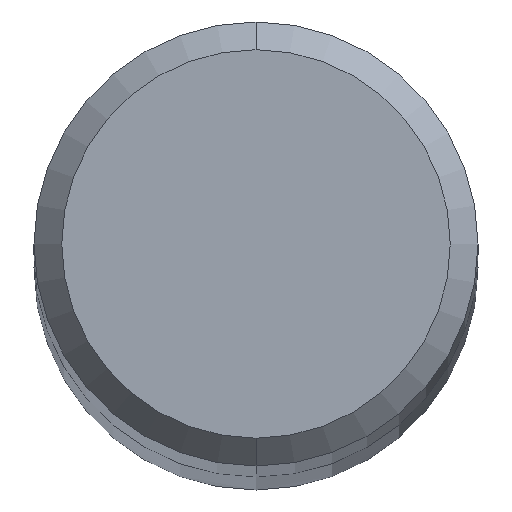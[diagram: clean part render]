
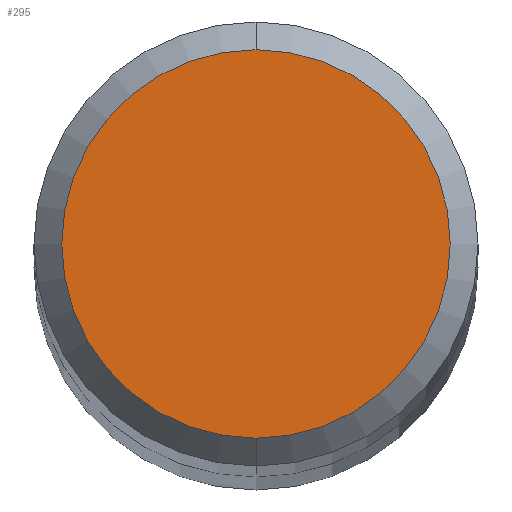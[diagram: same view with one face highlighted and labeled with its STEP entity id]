
A CAD part, top view. The second image highlights one B-rep face of the part: STEP entity #295.
In plain terms, the highlighted planar face has unit normal (0, 0, 1).
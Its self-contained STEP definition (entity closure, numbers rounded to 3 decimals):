
#263=VERTEX_POINT('',#541);
#285=EDGE_CURVE('',#263,#333,#563,.T.);
#289=EDGE_CURVE('',#333,#263,#567,.T.);
#295=ADVANCED_FACE('',(#573),#574,.T.);
#333=VERTEX_POINT('',#613);
#541=CARTESIAN_POINT('',(0.,-2.8,88.0));
#563=CIRCLE('',#1015,2.8);
#567=CIRCLE('',#1020,2.8);
#573=FACE_OUTER_BOUND('',#1044,.T.);
#574=PLANE('',#1045);
#613=CARTESIAN_POINT('',(0.0,2.8,88.0));
#1015=AXIS2_PLACEMENT_3D('',#1479,#1480,#1481);
#1020=AXIS2_PLACEMENT_3D('',#1482,#1483,#1484);
#1044=EDGE_LOOP('',(#1487,#1488));
#1045=AXIS2_PLACEMENT_3D('',#1489,#1490,#1491);
#1479=CARTESIAN_POINT('',(0.0,0.0,88.0));
#1480=DIRECTION('',(0.0,0.0,-1.0));
#1481=DIRECTION('',(0.0,1.0,0.0));
#1482=CARTESIAN_POINT('',(0.0,0.0,88.0));
#1483=DIRECTION('',(0.0,0.0,-1.0));
#1484=DIRECTION('',(0.0,1.0,0.0));
#1487=ORIENTED_EDGE('',*,*,#289,.F.);
#1488=ORIENTED_EDGE('',*,*,#285,.F.);
#1489=CARTESIAN_POINT('',(0.0,1.4,88.0));
#1490=DIRECTION('',(-0.0,0.0,1.0));
#1491=DIRECTION('',(0.0,-1.0,0.0));
